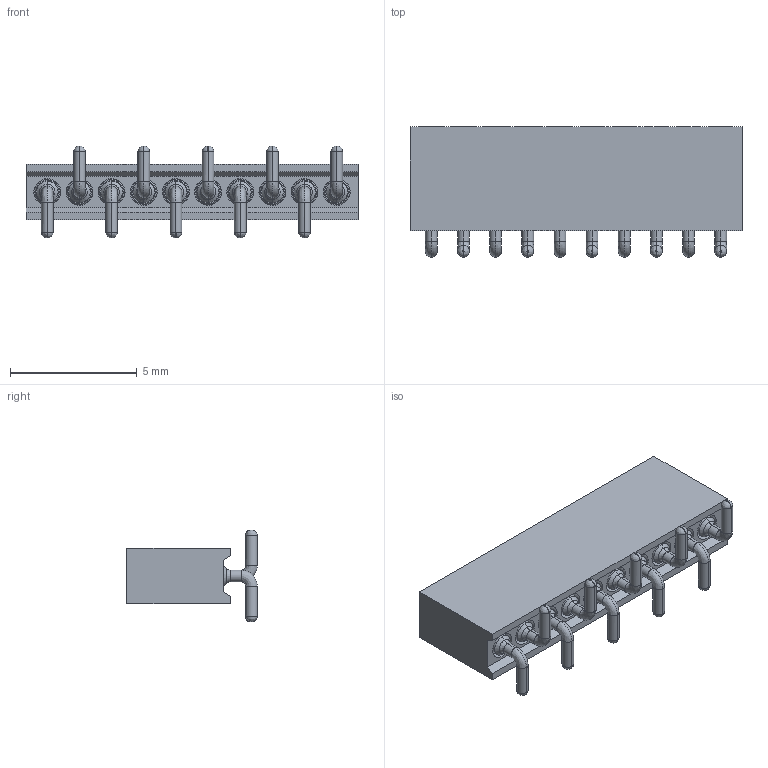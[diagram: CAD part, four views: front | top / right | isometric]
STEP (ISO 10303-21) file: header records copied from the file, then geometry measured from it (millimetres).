
FILE_DESCRIPTION( ('This file contains a STEP AP42 implementation' ,'as created by ZW3D STEP Interface translator.') ,'2;1' );
FILE_NAME( '3524-411XXMXX060X2.stp' ,'231013.19 935', (''), ('ZWCAD Software Co.'), 'Version 1.0', 'ZW3D to STEP translator', '' );
FILE_SCHEMA(('AUTOMOTIVE_DESIGN { 1 0 10303 214 1 1 1 1 }'));
Length unit declared in the file: millimetre
Products named in the file (2): 0; 3524-41120MXX060X2
Bounding box: 13.11 x 5.15 x 3.62 mm (x, y, z)
Volume: 98.1 mm3; surface area: 552.8 mm2
Topology: 1 solids, 21 shells, 1080 faces, 2514 edges, 1476 vertices
Faces by surface type: bspline 440, plane 330, cone 290, cylinder 20
Entity records: 59450 total; most frequent: CARTESIAN_POINT 41021, ORIENTED_EDGE 4948, EDGE_CURVE 2474, B_SPLINE_CURVE_WITH_KNOTS 2414, VERTEX_POINT 1476, DIRECTION 1282, EDGE_LOOP 1160, FACE_OUTER_BOUND 1080
